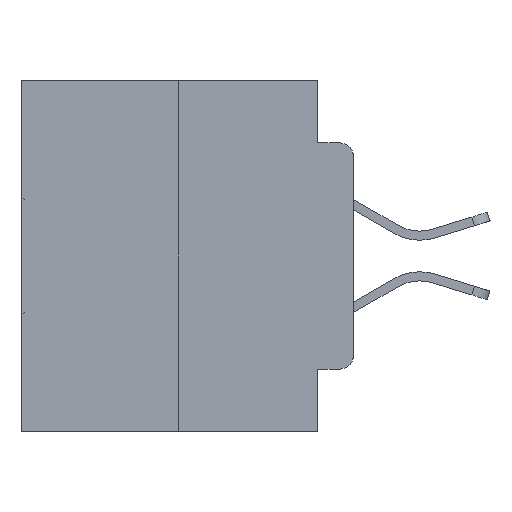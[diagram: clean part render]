
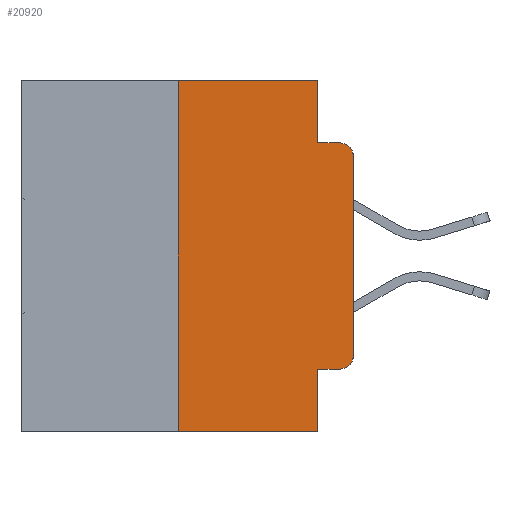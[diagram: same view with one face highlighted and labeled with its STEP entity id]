
A CAD part, left-side view. The second image highlights one B-rep face of the part: STEP entity #20920.
In plain terms, the highlighted planar face has unit normal (-1, 0, 0).
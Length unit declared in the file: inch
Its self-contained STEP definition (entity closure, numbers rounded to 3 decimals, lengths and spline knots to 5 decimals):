
#925 = AXIS2_PLACEMENT_3D ( 'NONE', #4443, #2040, #13770 ) ;
#975 = CARTESIAN_POINT ( 'NONE',  ( 0., 0., 0. ) ) ;
#1956 = CARTESIAN_POINT ( 'NONE',  ( 0., 0.25, 0. ) ) ;
#2034 = CIRCLE ( 'NONE', #925, 0.02 ) ;
#2040 = DIRECTION ( 'NONE',  ( -1., 0., 0. ) ) ;
#2252 = VERTEX_POINT ( 'NONE', #24605 ) ;
#2261 = CARTESIAN_POINT ( 'NONE',  ( 0., 0.473, 0. ) ) ;
#2400 = VECTOR ( 'NONE', #25477, 39.37008 ) ;
#3303 = EDGE_CURVE ( 'NONE', #17453, #8352, #7576, .T. ) ;
#3633 = VECTOR ( 'NONE', #6741, 39.37008 ) ;
#3801 = CARTESIAN_POINT ( 'NONE',  ( 0., 0.051, 0. ) ) ;
#4129 = CARTESIAN_POINT ( 'NONE',  ( 0., 0.051, 0. ) ) ;
#4345 = DIRECTION ( 'NONE',  ( 0., -1., 0. ) ) ;
#4443 = CARTESIAN_POINT ( 'NONE',  ( 0., 0.02, -0.1085 ) ) ;
#4830 = CARTESIAN_POINT ( 'NONE',  ( 0., 0., -0.3915 ) ) ;
#5157 = ORIENTED_EDGE ( 'NONE', *, *, #21714, .F. ) ;
#5944 = CARTESIAN_POINT ( 'NONE',  ( 0., 0., -0.1085 ) ) ;
#6146 = EDGE_LOOP ( 'NONE', ( #29029, #30290, #27184, #24814, #10329, #5157, #25517, #24613, #27262, #6521 ) ) ;
#6521 = ORIENTED_EDGE ( 'NONE', *, *, #29740, .T. ) ;
#6741 = DIRECTION ( 'NONE',  ( 0., 0., 1. ) ) ;
#6960 = VECTOR ( 'NONE', #7859, 39.37008 ) ;
#7338 = VERTEX_POINT ( 'NONE', #22459 ) ;
#7576 = LINE ( 'NONE', #12173, #11717 ) ;
#7859 = DIRECTION ( 'NONE',  ( 0., 0., 1. ) ) ;
#8171 = FACE_OUTER_BOUND ( 'NONE', #6146, .T. ) ;
#8234 = LINE ( 'NONE', #16326, #25134 ) ;
#8352 = VERTEX_POINT ( 'NONE', #28584 ) ;
#9972 = VERTEX_POINT ( 'NONE', #25151 ) ;
#10023 = VERTEX_POINT ( 'NONE', #5944 ) ;
#10228 = AXIS2_PLACEMENT_3D ( 'NONE', #30446, #15944, #18124 ) ;
#10329 = ORIENTED_EDGE ( 'NONE', *, *, #25659, .F. ) ;
#10424 = CIRCLE ( 'NONE', #26372, 0.02 ) ;
#10745 = CARTESIAN_POINT ( 'NONE',  ( 0., 0.051, -0.4115 ) ) ;
#11717 = VECTOR ( 'NONE', #12079, 39.37008 ) ;
#12079 = DIRECTION ( 'NONE',  ( 0., 0., -1. ) ) ;
#12173 = CARTESIAN_POINT ( 'NONE',  ( 0., 0.051, 0. ) ) ;
#12586 = LINE ( 'NONE', #975, #6960 ) ;
#13754 = EDGE_CURVE ( 'NONE', #9972, #24203, #8234, .T. ) ;
#13770 = DIRECTION ( 'NONE',  ( 0., 0., -1. ) ) ;
#13776 = DIRECTION ( 'NONE',  ( 0., 0., -1. ) ) ;
#13997 = DIRECTION ( 'NONE',  ( 0., -1., 0. ) ) ;
#14448 = CARTESIAN_POINT ( 'NONE',  ( 0., 0.051, -0.5 ) ) ;
#15565 = DIRECTION ( 'NONE',  ( 0., 0., -1. ) ) ;
#15650 = EDGE_CURVE ( 'NONE', #28997, #24203, #21296, .T. ) ;
#15669 = LINE ( 'NONE', #1956, #3633 ) ;
#15749 = PLANE ( 'NONE',  #10228 ) ;
#15762 = CARTESIAN_POINT ( 'NONE',  ( 0., 0.051, -0.0885 ) ) ;
#15822 = VECTOR ( 'NONE', #18433, 39.37008 ) ;
#15944 = DIRECTION ( 'NONE',  ( 1., 0., 0. ) ) ;
#16326 = CARTESIAN_POINT ( 'NONE',  ( 0., 0.473, -0.5 ) ) ;
#17453 = VERTEX_POINT ( 'NONE', #3801 ) ;
#17524 = EDGE_CURVE ( 'NONE', #10023, #7338, #2034, .T. ) ;
#17847 = CARTESIAN_POINT ( 'NONE',  ( 0., 0.02, -0.3915 ) ) ;
#18124 = DIRECTION ( 'NONE',  ( 0., 0., -1. ) ) ;
#18125 = EDGE_CURVE ( 'NONE', #8352, #7338, #27883, .T. ) ;
#18398 = CARTESIAN_POINT ( 'NONE',  ( 0., 0.25, 0. ) ) ;
#18433 = DIRECTION ( 'NONE',  ( 0., -1., 0. ) ) ;
#20132 = VECTOR ( 'NONE', #13776, 39.37008 ) ;
#20551 = CARTESIAN_POINT ( 'NONE',  ( 0., 0.051, -0.4115 ) ) ;
#20920 = ADVANCED_FACE ( 'NONE', ( #8171 ), #15749, .F. ) ;
#21296 = LINE ( 'NONE', #4129, #20132 ) ;
#21714 = EDGE_CURVE ( 'NONE', #9972, #27496, #15669, .T. ) ;
#22459 = CARTESIAN_POINT ( 'NONE',  ( 0., 0.02, -0.0885 ) ) ;
#22463 = DIRECTION ( 'NONE',  ( -1., 0., 0. ) ) ;
#23255 = EDGE_CURVE ( 'NONE', #28372, #10023, #12586, .T. ) ;
#24203 = VERTEX_POINT ( 'NONE', #14448 ) ;
#24605 = CARTESIAN_POINT ( 'NONE',  ( 0., 0.02, -0.4115 ) ) ;
#24613 = ORIENTED_EDGE ( 'NONE', *, *, #15650, .F. ) ;
#24814 = ORIENTED_EDGE ( 'NONE', *, *, #3303, .F. ) ;
#25134 = VECTOR ( 'NONE', #13997, 39.37008 ) ;
#25151 = CARTESIAN_POINT ( 'NONE',  ( 0., 0.25, -0.5 ) ) ;
#25477 = DIRECTION ( 'NONE',  ( 0., -1., 0. ) ) ;
#25517 = ORIENTED_EDGE ( 'NONE', *, *, #13754, .T. ) ;
#25659 = EDGE_CURVE ( 'NONE', #27496, #17453, #29703, .T. ) ;
#25995 = VECTOR ( 'NONE', #4345, 39.37008 ) ;
#26372 = AXIS2_PLACEMENT_3D ( 'NONE', #17847, #22463, #15565 ) ;
#26702 = EDGE_CURVE ( 'NONE', #28997, #2252, #30766, .T. ) ;
#27184 = ORIENTED_EDGE ( 'NONE', *, *, #18125, .F. ) ;
#27262 = ORIENTED_EDGE ( 'NONE', *, *, #26702, .T. ) ;
#27496 = VERTEX_POINT ( 'NONE', #18398 ) ;
#27883 = LINE ( 'NONE', #15762, #2400 ) ;
#28372 = VERTEX_POINT ( 'NONE', #4830 ) ;
#28584 = CARTESIAN_POINT ( 'NONE',  ( 0., 0.051, -0.0885 ) ) ;
#28997 = VERTEX_POINT ( 'NONE', #10745 ) ;
#29029 = ORIENTED_EDGE ( 'NONE', *, *, #23255, .T. ) ;
#29703 = LINE ( 'NONE', #2261, #25995 ) ;
#29740 = EDGE_CURVE ( 'NONE', #2252, #28372, #10424, .T. ) ;
#30290 = ORIENTED_EDGE ( 'NONE', *, *, #17524, .T. ) ;
#30446 = CARTESIAN_POINT ( 'NONE',  ( 0., 0.473, 0. ) ) ;
#30766 = LINE ( 'NONE', #20551, #15822 ) ;
